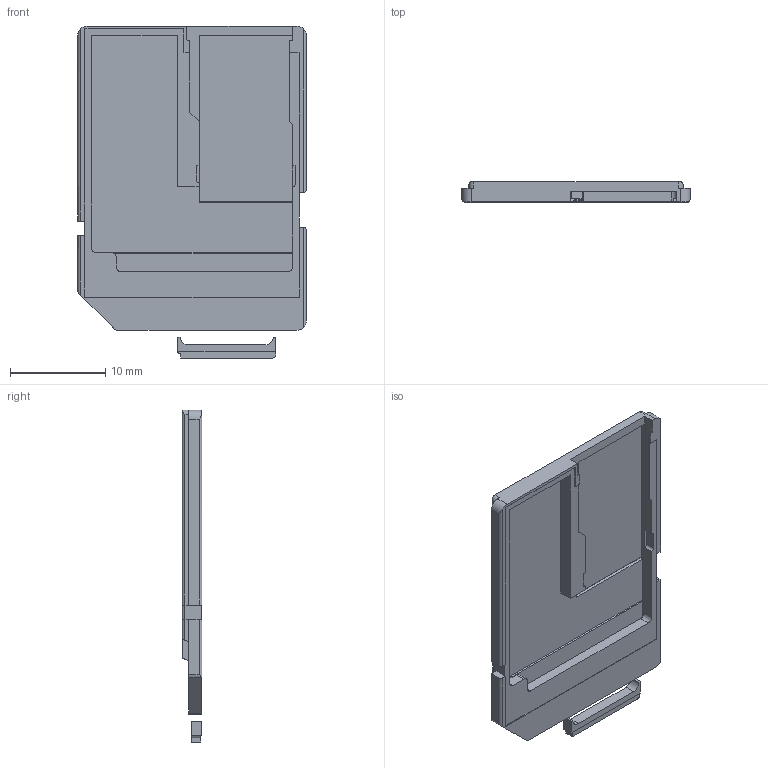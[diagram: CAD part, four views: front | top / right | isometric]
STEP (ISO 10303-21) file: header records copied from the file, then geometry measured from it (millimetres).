
FILE_DESCRIPTION(/* description */ (''),/* implementation_level */ '2;1');
FILE_NAME(/* name */ 'rev. 4.3_triple v1.step',/* time_stamp */ '2019-08-28T22:02:01+09:00',/* author */ (''),/* organization */ (''),/* preprocessor_version */ 'ST-DEVELOPER v18',/* originating_system */ 'Autodesk Translation Framework v8.6.0.1094',/* authorisation */ '');
FILE_SCHEMA (('AUTOMOTIVE_DESIGN { 1 0 10303 214 3 1 1 }'));
Length unit declared in the file: millimetre
Products named in the file (2): rev. 4.3_triple; コンポーネント3
Assembly tree (1 placements, depth 2):
  rev. 4.3_triple
    コンポーネント3
Bounding box: 24 x 2.1 x 34.9 mm (x, y, z)
Volume: 674.5 mm3; surface area: 1989.5 mm2
Topology: 2 solids, 2 shells, 125 faces, 352 edges, 229 vertices
Faces by surface type: plane 86, cylinder 35, torus 2, cone 2
Entity records: 4132 total; most frequent: CARTESIAN_POINT 792, ORIENTED_EDGE 704, DIRECTION 655, EDGE_CURVE 352, LINE 275, VECTOR 275, VERTEX_POINT 229, AXIS2_PLACEMENT_3D 190
